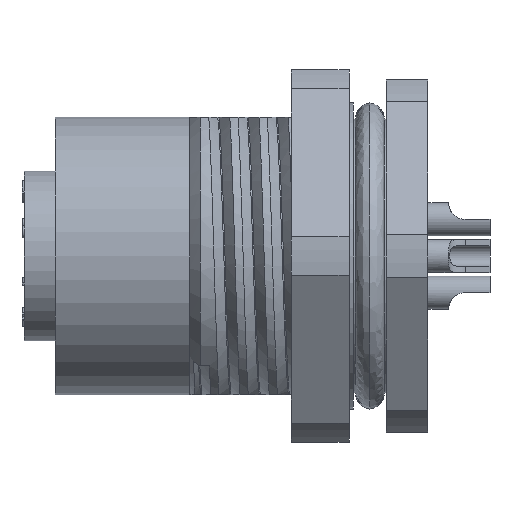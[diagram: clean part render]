
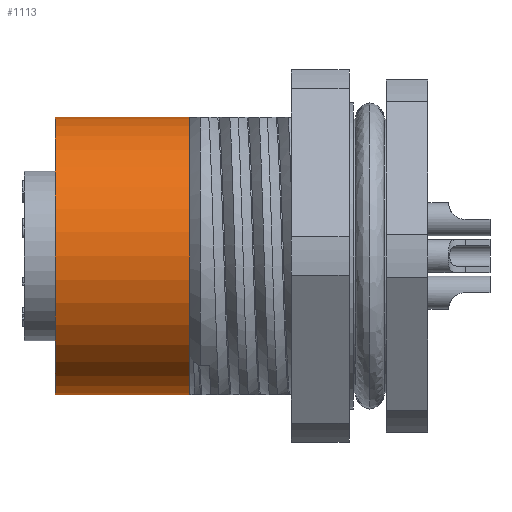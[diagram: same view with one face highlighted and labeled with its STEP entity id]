
A CAD part, left-side view. The second image highlights one B-rep face of the part: STEP entity #1113.
In plain terms, the highlighted cylindrical face has radius 6.7 mm (diameter 13.4 mm), a partial arc.
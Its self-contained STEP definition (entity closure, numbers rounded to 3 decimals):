
#131 = DIRECTION ( 'NONE',  ( 0., 0., -1. ) ) ;
#142 = DIRECTION ( 'NONE',  ( 0., -1., 0. ) ) ;
#158 = CARTESIAN_POINT ( 'NONE',  ( 0., 18., 0. ) ) ;
#225 = DIRECTION ( 'NONE',  ( 0., -1., 0. ) ) ;
#794 = AXIS2_PLACEMENT_3D ( 'NONE', #158, #142, #131 ) ;
#797 = AXIS2_PLACEMENT_3D ( 'NONE', #8488, #8477, #8462 ) ;
#1113 = ADVANCED_FACE ( 'NONE', ( #1864 ), #8111, .T. ) ;
#1864 = FACE_OUTER_BOUND ( 'NONE', #11877, .T. ) ;
#2213 = CARTESIAN_POINT ( 'NONE',  ( 0., 11.5, 6.7 ) ) ;
#2277 = DIRECTION ( 'NONE',  ( 0., -1., 0. ) ) ;
#2309 = CARTESIAN_POINT ( 'NONE',  ( 0., 18., 6.7 ) ) ;
#3741 = VERTEX_POINT ( 'NONE', #5254 ) ;
#3757 = CARTESIAN_POINT ( 'NONE',  ( 0., 11.5, -6.7 ) ) ;
#4182 = DIRECTION ( 'NONE',  ( 0., 0., -1. ) ) ;
#4312 = VERTEX_POINT ( 'NONE', #12764 ) ;
#4823 = ORIENTED_EDGE ( 'NONE', *, *, #7637, .F. ) ;
#4847 = ORIENTED_EDGE ( 'NONE', *, *, #6059, .T. ) ;
#4893 = ORIENTED_EDGE ( 'NONE', *, *, #5051, .T. ) ;
#4919 = ORIENTED_EDGE ( 'NONE', *, *, #5976, .F. ) ;
#5031 = CIRCLE ( 'NONE', #794, 6.7 ) ;
#5051 = EDGE_CURVE ( 'NONE', #3741, #4312, #5031, .T. ) ;
#5168 = DIRECTION ( 'NONE',  ( 0., -1., 0. ) ) ;
#5254 = CARTESIAN_POINT ( 'NONE',  ( 0., 18., 6.7 ) ) ;
#5976 = EDGE_CURVE ( 'NONE', #3741, #12668, #7184, .T. ) ;
#6059 = EDGE_CURVE ( 'NONE', #4312, #8375, #7339, .T. ) ;
#6932 = AXIS2_PLACEMENT_3D ( 'NONE', #9697, #5168, #4182 ) ;
#7147 = VECTOR ( 'NONE', #2277, 1000. ) ;
#7184 = LINE ( 'NONE', #2309, #7147 ) ;
#7339 = LINE ( 'NONE', #7508, #7405 ) ;
#7405 = VECTOR ( 'NONE', #225, 1000. ) ;
#7508 = CARTESIAN_POINT ( 'NONE',  ( 0., 18., -6.7 ) ) ;
#7637 = EDGE_CURVE ( 'NONE', #12668, #8375, #9932, .T. ) ;
#8111 = CYLINDRICAL_SURFACE ( 'NONE', #6932, 6.7 ) ;
#8375 = VERTEX_POINT ( 'NONE', #3757 ) ;
#8462 = DIRECTION ( 'NONE',  ( 0., 0., -1. ) ) ;
#8477 = DIRECTION ( 'NONE',  ( 0., -1., 0. ) ) ;
#8488 = CARTESIAN_POINT ( 'NONE',  ( 0., 11.5, 0. ) ) ;
#9697 = CARTESIAN_POINT ( 'NONE',  ( 0., 18., 0. ) ) ;
#9932 = CIRCLE ( 'NONE', #797, 6.7 ) ;
#11877 = EDGE_LOOP ( 'NONE', ( #4919, #4893, #4847, #4823 ) ) ;
#12668 = VERTEX_POINT ( 'NONE', #2213 ) ;
#12764 = CARTESIAN_POINT ( 'NONE',  ( 0., 18., -6.7 ) ) ;
